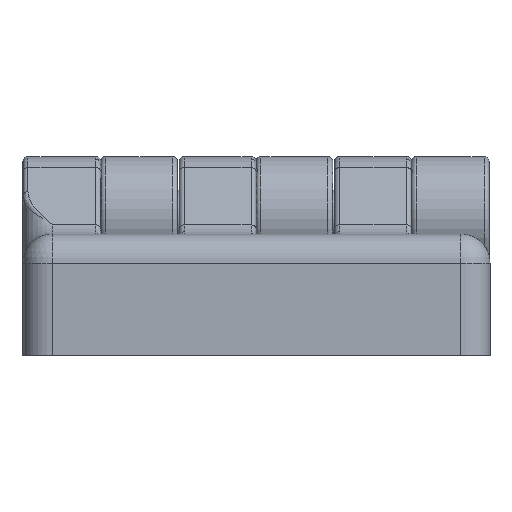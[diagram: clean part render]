
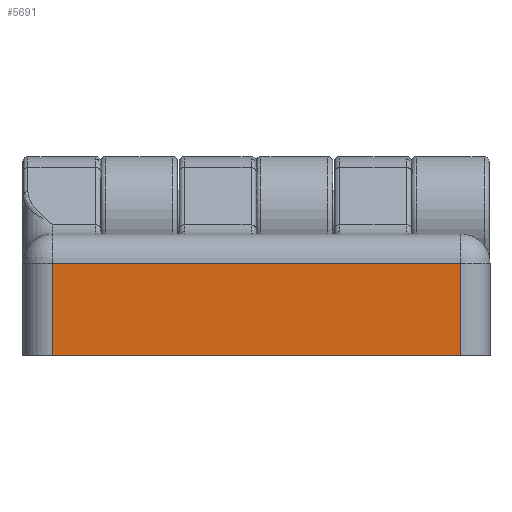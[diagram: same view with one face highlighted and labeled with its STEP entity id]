
A CAD part, front view. The second image highlights one B-rep face of the part: STEP entity #5691.
In plain terms, the highlighted planar face has unit normal (0, -1, 0).
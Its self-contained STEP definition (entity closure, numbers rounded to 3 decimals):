
#733=ORIENTED_EDGE('',*,*,#1831,.T.);
#734=ORIENTED_EDGE('',*,*,#1785,.T.);
#735=ORIENTED_EDGE('',*,*,#1829,.T.);
#736=ORIENTED_EDGE('',*,*,#1832,.F.);
#1785=EDGE_CURVE('',#2314,#2312,#2713,.T.);
#1829=EDGE_CURVE('',#2312,#2381,#2735,.T.);
#1831=EDGE_CURVE('',#2382,#2314,#2736,.F.);
#1832=EDGE_CURVE('',#2382,#2381,#2737,.T.);
#2312=VERTEX_POINT('',#7872);
#2314=VERTEX_POINT('',#7877);
#2381=VERTEX_POINT('',#8098);
#2382=VERTEX_POINT('',#8102);
#2713=LINE('',#8007,#3007);
#2735=LINE('',#8097,#3029);
#2736=LINE('',#8101,#3030);
#2737=LINE('',#8103,#3031);
#3007=VECTOR('',#6643,1000.);
#3029=VECTOR('',#6739,1000.);
#3030=VECTOR('',#6744,1000.);
#3031=VECTOR('',#6745,1000.);
#3294=EDGE_LOOP('',(#733,#734,#735,#736));
#3582=FACE_BOUND('',#3294,.T.);
#3834=PLANE('',#6012);
#5691=ADVANCED_FACE('',(#3582),#3834,.T.);
#6012=AXIS2_PLACEMENT_3D('',#8100,#6742,#6743);
#6643=DIRECTION('',(-1.,0.,0.));
#6739=DIRECTION('',(0.,0.,-1.));
#6742=DIRECTION('',(0.,-1.,0.));
#6743=DIRECTION('',(0.,0.,-1.));
#6744=DIRECTION('',(0.,0.,-1.));
#6745=DIRECTION('',(-1.,0.,0.));
#7872=CARTESIAN_POINT('',(-21.05,-8.5,9.5));
#7877=CARTESIAN_POINT('',(21.05,-8.5,9.5));
#8007=CARTESIAN_POINT('',(-21.05,-8.5,9.5));
#8097=CARTESIAN_POINT('',(-21.05,-8.5,12.5));
#8098=CARTESIAN_POINT('',(-21.05,-8.5,0.));
#8100=CARTESIAN_POINT('',(24.05,-8.5,12.5));
#8101=CARTESIAN_POINT('',(21.05,-8.5,12.5));
#8102=CARTESIAN_POINT('',(21.05,-8.5,0.));
#8103=CARTESIAN_POINT('',(24.05,-8.5,0.));
